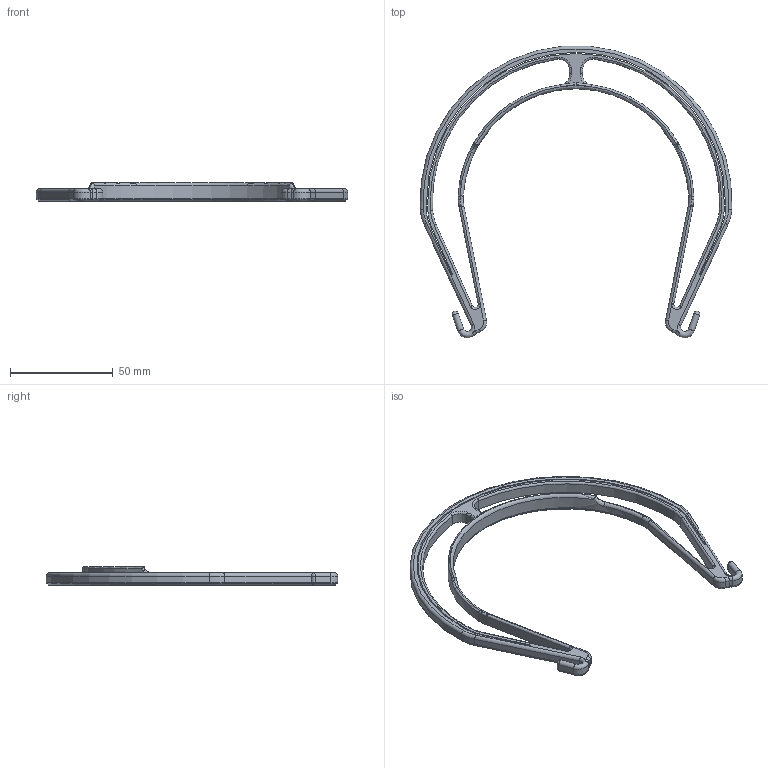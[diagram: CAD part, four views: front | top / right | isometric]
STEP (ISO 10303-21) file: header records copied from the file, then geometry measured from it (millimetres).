
FILE_DESCRIPTION( ( '' ), ' ' );
FILE_NAME( '5e7a3a28bf408714bca1aa59.step', '2020-03-24T16:49:44', ( '' ), ( '' ), ' ', ' ', ' ' );
FILE_SCHEMA( ( 'AUTOMOTIVE_DESIGN { 1 0 10303 214 1 1 1 1 }' ) );
Length unit declared in the file: metre
Products named in the file (1): Part 1
Bounding box: 151.81 x 142.02 x 9 mm (x, y, z)
Volume: 17331.1 mm3; surface area: 17189.7 mm2
Topology: 1 solids, 1 shells, 183 faces, 438 edges, 253 vertices
Faces by surface type: cylinder 66, torus 44, plane 41, cone 16, bspline 14, sphere 2
Entity records: 7883 total; most frequent: CARTESIAN_POINT 2153, DIRECTION 963, ORIENTED_EDGE 868, EDGE_CURVE 434, AXIS2_PLACEMENT_3D 393, VERTEX_POINT 251, CIRCLE 222, EDGE_LOOP 187
